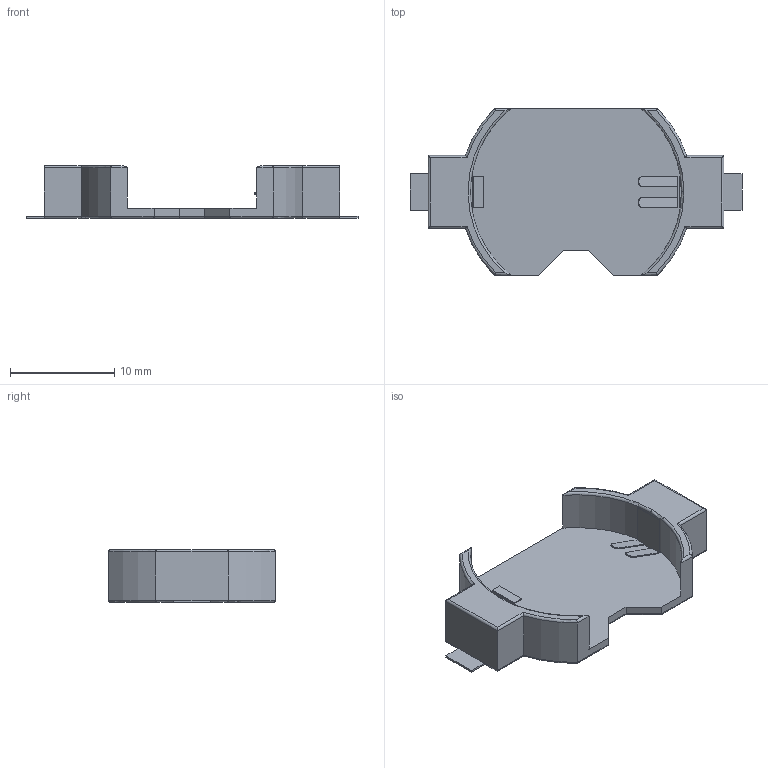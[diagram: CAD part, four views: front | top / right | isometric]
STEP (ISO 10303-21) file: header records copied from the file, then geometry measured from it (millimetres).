
FILE_DESCRIPTION(/* description */ ('model of BatteryHolder_Keystone_1058_1x2032'),/* implementation_level */ '2;1');
FILE_NAME(/* name */ 'BatteryHolder_Keystone_1058_1x2032.step',/* time_stamp */ '2019-03-01T20:18:11',/* author */ ('kicad StepUp','ksu'),/* organization */ ('FreeCAD'),/* preprocessor_version */ 'OCC',/* originating_system */ 'kicad StepUp',/* authorisation */ '');
FILE_SCHEMA(('AUTOMOTIVE_DESIGN { 1 0 10303 214 1 1 1 1 }'));
Length unit declared in the file: millimetre
Products named in the file (1): Keystone_1058_1x2032
Bounding box: 31.86 x 16 x 5.08 mm (x, y, z)
Volume: 698.5 mm3; surface area: 1258 mm2
Topology: 1 solids, 1 shells, 99 faces, 252 edges, 159 vertices
Faces by surface type: plane 56, cylinder 32, torus 11
Entity records: 2405 total; most frequent: CARTESIAN_POINT 656, ORIENTED_EDGE 380, EDGE_CURVE 252, LINE 167, VERTEX_POINT 159, AXIS2_PLACEMENT_3D 129, FACE_BOUND 103, EDGE_LOOP 103
